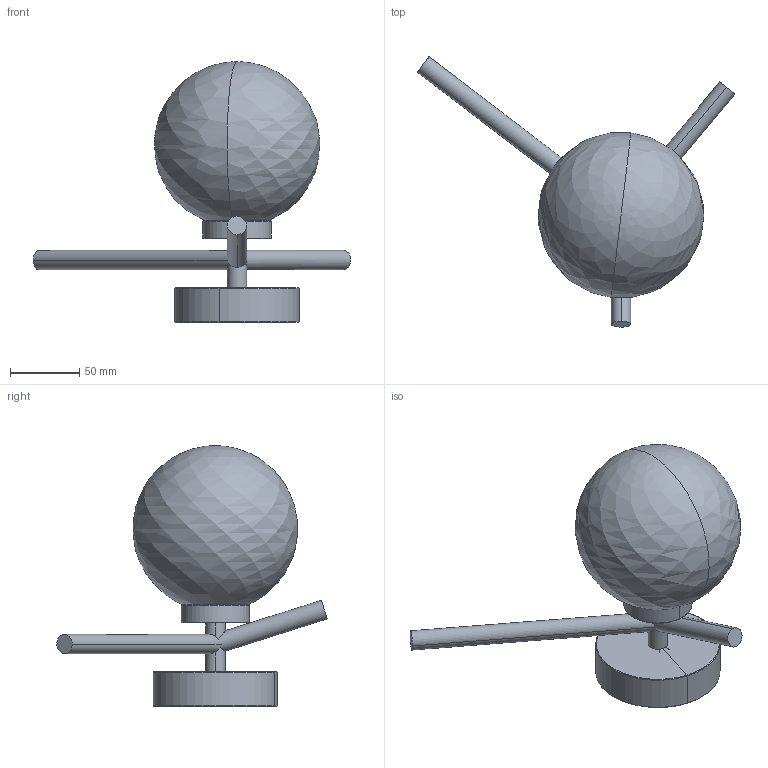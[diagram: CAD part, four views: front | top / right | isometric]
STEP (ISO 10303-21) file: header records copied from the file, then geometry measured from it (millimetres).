
FILE_DESCRIPTION(/* description */ (''),/* implementation_level */ '2;1');
FILE_NAME(/* name */ '1744.302_CAMELY',/* time_stamp */ '2023-01-24T16:13:10+01:00',/* author */ (''),/* organization */ (''),/* preprocessor_version */ 'ST-DEVELOPER v16.5',/* originating_system */ 'Rhino 7.15',/* authorisation */ '');
FILE_SCHEMA (('CONFIG_CONTROL_DESIGN'));
Length unit declared in the file: millimetre
Products named in the file (1): Document
Bounding box: 229.67 x 195.57 x 188.49 mm (x, y, z)
Volume: 373692.6 mm3; surface area: 137942.6 mm2
Topology: 6 solids, 8 shells, 42 faces, 102 edges, 70 vertices
Faces by surface type: bspline 18, cylinder 16, plane 8
Entity records: 1463 total; most frequent: CARTESIAN_POINT 810, ORIENTED_EDGE 159, EDGE_CURVE 88, VERTEX_POINT 58, ADVANCED_FACE 42, FACE_OUTER_BOUND 42, EDGE_LOOP 42, B_SPLINE_CURVE_WITH_KNOTS 33
